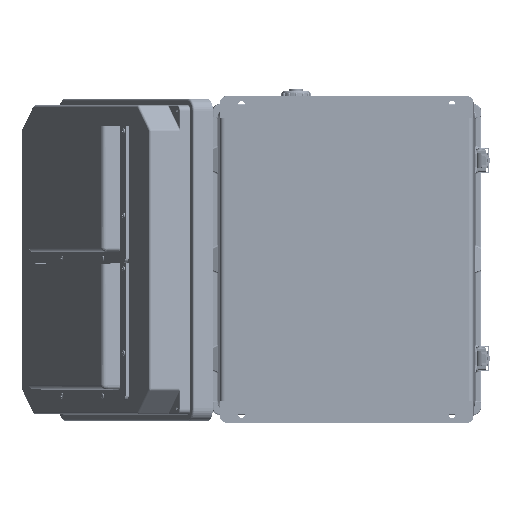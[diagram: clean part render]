
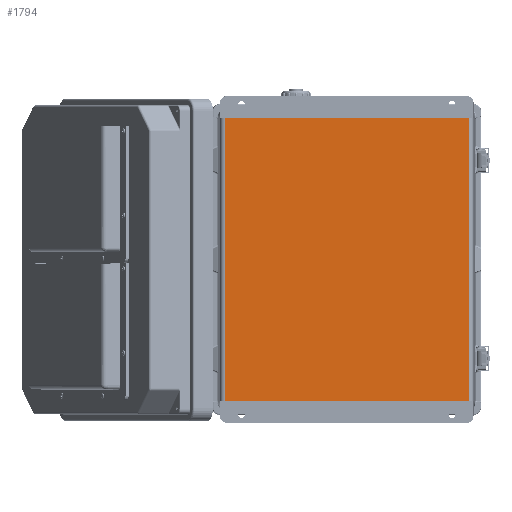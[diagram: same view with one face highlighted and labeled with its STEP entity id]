
A CAD part, front view. The second image highlights one B-rep face of the part: STEP entity #1794.
In plain terms, the highlighted planar face has unit normal (0, -1, 0).
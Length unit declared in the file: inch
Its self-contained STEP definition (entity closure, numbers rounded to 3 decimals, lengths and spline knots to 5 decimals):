
#1794 = ADVANCED_FACE ( 'NONE', ( #112457 ), #38908, .F. ) ;
#3681 = CARTESIAN_POINT ( 'NONE',  ( 5.78771, 0.05906, -14.4685 ) ) ;
#11400 = LINE ( 'NONE', #85995, #35420 ) ;
#12627 = CARTESIAN_POINT ( 'NONE',  ( 5.78771, 0.05906, -1.04331 ) ) ;
#20101 = ORIENTED_EDGE ( 'NONE', *, *, #160025, .T. ) ;
#20230 = CARTESIAN_POINT ( 'NONE',  ( -5.78771, 0.05906, -1.04331 ) ) ;
#35420 = VECTOR ( 'NONE', #177232, 39.37008 ) ;
#38908 = PLANE ( 'NONE',  #147748 ) ;
#40735 = LINE ( 'NONE', #155588, #162962 ) ;
#55534 = ORIENTED_EDGE ( 'NONE', *, *, #66114, .F. ) ;
#56698 = VERTEX_POINT ( 'NONE', #80301 ) ;
#66114 = EDGE_CURVE ( 'NONE', #187492, #73391, #121441, .T. ) ;
#66404 = DIRECTION ( 'NONE',  ( 0., 1., 0. ) ) ;
#68231 = DIRECTION ( 'NONE',  ( 0., 0., 1. ) ) ;
#71717 = EDGE_CURVE ( 'NONE', #73391, #89315, #40735, .T. ) ;
#73391 = VERTEX_POINT ( 'NONE', #136148 ) ;
#80301 = CARTESIAN_POINT ( 'NONE',  ( 5.78771, 0.05906, -1.04331 ) ) ;
#85995 = CARTESIAN_POINT ( 'NONE',  ( 6.11811, 0.05906, -1.04331 ) ) ;
#89315 = VERTEX_POINT ( 'NONE', #20230 ) ;
#98169 = VECTOR ( 'NONE', #184243, 39.37008 ) ;
#98985 = DIRECTION ( 'NONE',  ( 0., 0., 1. ) ) ;
#107734 = EDGE_LOOP ( 'NONE', ( #107834, #55534, #20101, #167503 ) ) ;
#107834 = ORIENTED_EDGE ( 'NONE', *, *, #71717, .F. ) ;
#112457 = FACE_OUTER_BOUND ( 'NONE', #107734, .T. ) ;
#114659 = LINE ( 'NONE', #12627, #189649 ) ;
#115659 = EDGE_CURVE ( 'NONE', #56698, #89315, #11400, .T. ) ;
#121441 = LINE ( 'NONE', #165672, #98169 ) ;
#126207 = DIRECTION ( 'NONE',  ( 0., 0., 1. ) ) ;
#136148 = CARTESIAN_POINT ( 'NONE',  ( -5.78771, 0.05906, -14.4685 ) ) ;
#142889 = CARTESIAN_POINT ( 'NONE',  ( 6.11811, 0.05906, -1.04331 ) ) ;
#147748 = AXIS2_PLACEMENT_3D ( 'NONE', #142889, #66404, #126207 ) ;
#155588 = CARTESIAN_POINT ( 'NONE',  ( -5.78771, 0.05906, -1.04331 ) ) ;
#160025 = EDGE_CURVE ( 'NONE', #187492, #56698, #114659, .T. ) ;
#162962 = VECTOR ( 'NONE', #68231, 39.37008 ) ;
#165672 = CARTESIAN_POINT ( 'NONE',  ( 6.11811, 0.05906, -14.4685 ) ) ;
#167503 = ORIENTED_EDGE ( 'NONE', *, *, #115659, .T. ) ;
#177232 = DIRECTION ( 'NONE',  ( -1., 0., 0. ) ) ;
#184243 = DIRECTION ( 'NONE',  ( -1., 0., 0. ) ) ;
#187492 = VERTEX_POINT ( 'NONE', #3681 ) ;
#189649 = VECTOR ( 'NONE', #98985, 39.37008 ) ;
